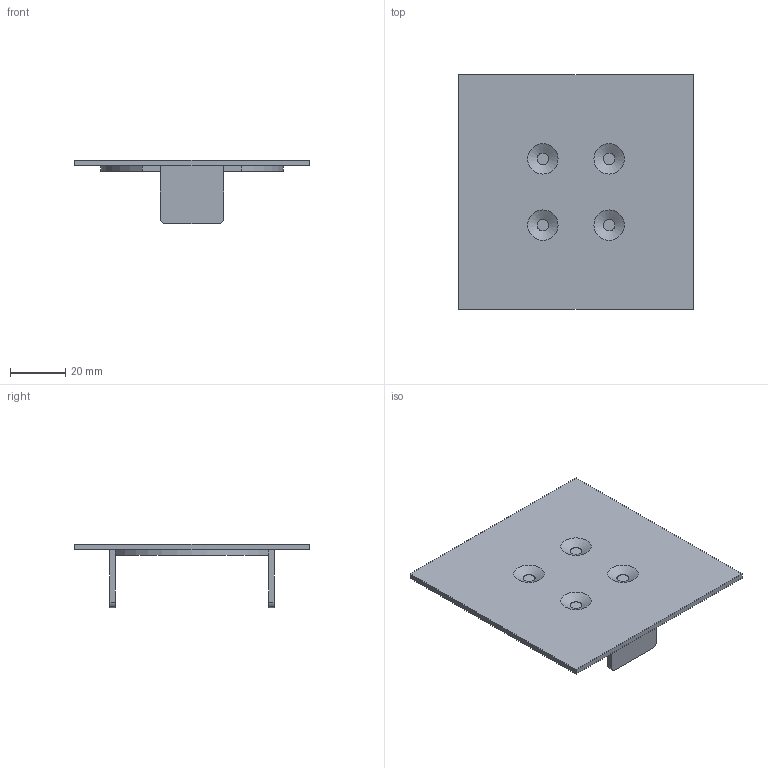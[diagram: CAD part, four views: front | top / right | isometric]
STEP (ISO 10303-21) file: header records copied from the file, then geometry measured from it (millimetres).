
FILE_DESCRIPTION(/* description */ ('Unknown'),/* implementation_level */ '2;1');
FILE_NAME(/* name */ 'SN 9104.1-41 LED SQ',/* time_stamp */ '2021-11-02T12:04:58+01:00',/* author */ ('Unknown'),/* organization */ ('Unknown'),/* preprocessor_version */ 'ST-DEVELOPER v16.7',/* originating_system */ 'Solid Edge',/* authorisation */ 'Unknown');
FILE_SCHEMA (('AUTOMOTIVE_DESIGN {1 0 10303 214 3 1 1}'));
Length unit declared in the file: millimetre
Products named in the file (1): SN 9104.1-41 LED SQ
Bounding box: 85 x 85 x 23 mm (x, y, z)
Volume: 22319.6 mm3; surface area: 17492.1 mm2
Topology: 1 solids, 1 shells, 39 faces, 92 edges, 60 vertices
Faces by surface type: plane 25, cylinder 10, cone 4
Full cylindrical faces by diameter (mm): 4.3 x4
Entity records: 1072 total; most frequent: DIRECTION 184, CARTESIAN_POINT 176, ORIENTED_EDGE 160, EDGE_CURVE 80, AXIS2_PLACEMENT_3D 64, VERTEX_POINT 56, LINE 56, VECTOR 56
